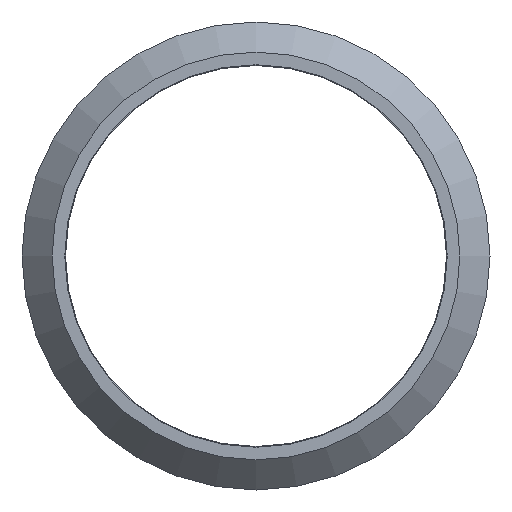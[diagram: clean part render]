
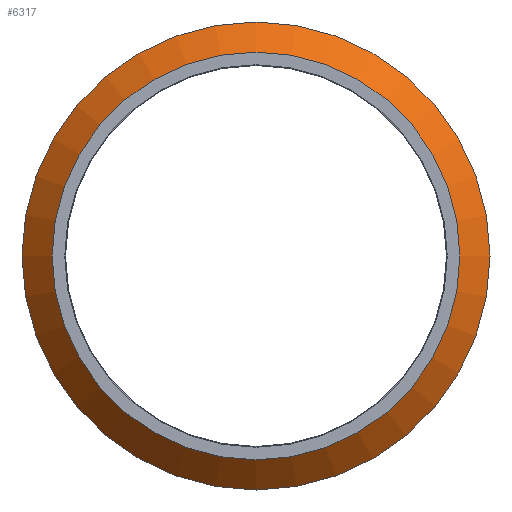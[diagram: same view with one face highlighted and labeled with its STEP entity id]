
A CAD part, left-side view. The second image highlights one B-rep face of the part: STEP entity #6317.
In plain terms, the highlighted conical face has half-angle 45 degrees and reference radius 34.601 mm.
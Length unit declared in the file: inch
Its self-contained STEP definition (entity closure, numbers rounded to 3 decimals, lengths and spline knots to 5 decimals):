
#14=CONICAL_SURFACE('',#6745,1.36225,0.785);
#730=FACE_OUTER_BOUND('',#1112,.T.);
#1112=EDGE_LOOP('',(#5892,#5893,#5894,#5895,#5896,#5897));
#1287=CIRCLE('',#6734,1.2685);
#1288=CIRCLE('',#6735,1.2685);
#1295=CIRCLE('',#6746,1.456);
#1296=CIRCLE('',#6747,1.456);
#1737=LINE('',#14078,#2176);
#2176=VECTOR('',#8007,1.36225);
#3085=VERTEX_POINT('',#14056);
#3086=VERTEX_POINT('',#14057);
#3091=VERTEX_POINT('',#14074);
#3092=VERTEX_POINT('',#14075);
#4019=EDGE_CURVE('',#3085,#3086,#1287,.T.);
#4020=EDGE_CURVE('',#3086,#3085,#1288,.T.);
#4027=EDGE_CURVE('',#3091,#3092,#1295,.T.);
#4028=EDGE_CURVE('',#3092,#3091,#1296,.T.);
#4029=EDGE_CURVE('',#3092,#3086,#1737,.T.);
#5892=ORIENTED_EDGE('',*,*,#4027,.F.);
#5893=ORIENTED_EDGE('',*,*,#4028,.F.);
#5894=ORIENTED_EDGE('',*,*,#4029,.T.);
#5895=ORIENTED_EDGE('',*,*,#4020,.T.);
#5896=ORIENTED_EDGE('',*,*,#4019,.T.);
#5897=ORIENTED_EDGE('',*,*,#4029,.F.);
#6317=ADVANCED_FACE('',(#730),#14,.T.);
#6734=AXIS2_PLACEMENT_3D('',#14058,#7979,#7980);
#6735=AXIS2_PLACEMENT_3D('',#14059,#7981,#7982);
#6745=AXIS2_PLACEMENT_3D('',#14073,#8001,#8002);
#6746=AXIS2_PLACEMENT_3D('',#14076,#8003,#8004);
#6747=AXIS2_PLACEMENT_3D('',#14077,#8005,#8006);
#7979=DIRECTION('center_axis',(1.,0.,0.));
#7980=DIRECTION('ref_axis',(0.,1.,0.));
#7981=DIRECTION('center_axis',(1.,0.,0.));
#7982=DIRECTION('ref_axis',(0.,1.,0.));
#8001=DIRECTION('center_axis',(1.,0.,0.));
#8002=DIRECTION('ref_axis',(0.,1.,0.));
#8003=DIRECTION('center_axis',(1.,0.,0.));
#8004=DIRECTION('ref_axis',(0.,1.,0.));
#8005=DIRECTION('center_axis',(1.,0.,0.));
#8006=DIRECTION('ref_axis',(0.,1.,0.));
#8007=DIRECTION('',(-0.707,0.707,0.));
#14056=CARTESIAN_POINT('',(0.,1.2685,0.));
#14057=CARTESIAN_POINT('',(0.,-1.2685,0.));
#14058=CARTESIAN_POINT('Origin',(0.,0.,
0.));
#14059=CARTESIAN_POINT('Origin',(0.,0.,
0.));
#14073=CARTESIAN_POINT('Origin',(0.09375,0.,
0.));
#14074=CARTESIAN_POINT('',(0.1875,1.456,0.));
#14075=CARTESIAN_POINT('',(0.1875,-1.456,0.));
#14076=CARTESIAN_POINT('Origin',(0.1875,0.,0.));
#14077=CARTESIAN_POINT('Origin',(0.1875,0.,0.));
#14078=CARTESIAN_POINT('',(0.09375,-1.36225,0.));
